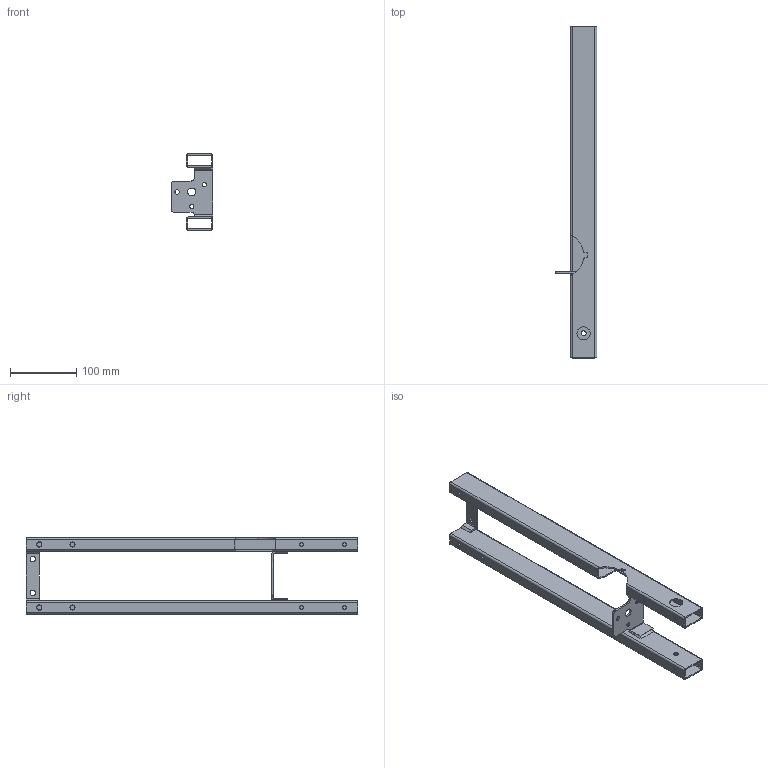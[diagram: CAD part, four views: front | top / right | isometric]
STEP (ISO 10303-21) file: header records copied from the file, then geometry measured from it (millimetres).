
FILE_DESCRIPTION((''),'2;1');
FILE_NAME('JC35TS-1158','2021-01-04T16:13:10',('Administrator'),('捷昌驱动'),'CREO PARAMETRIC BY PTC INC, 2018100','CREO PARAMETRIC BY PTC INC, 2018100','');
FILE_SCHEMA(('CONFIG_CONTROL_DESIGN'));
Length unit declared in the file: millimetre
Products named in the file (1): JC35TS-1158
Bounding box: 63 x 500 x 115 mm (x, y, z)
Volume: 227240.8 mm3; surface area: 223203.9 mm2
Topology: 1 solids, 15 shells, 152 faces, 477 edges, 335 vertices
Faces by surface type: cylinder 88, plane 62, extrusion 2
Entity records: 5583 total; most frequent: CARTESIAN_POINT 1051, DIRECTION 966, ORIENTED_EDGE 898, EDGE_CURVE 477, AXIS2_PLACEMENT_3D 354, VERTEX_POINT 335, VECTOR 258, LINE 256
